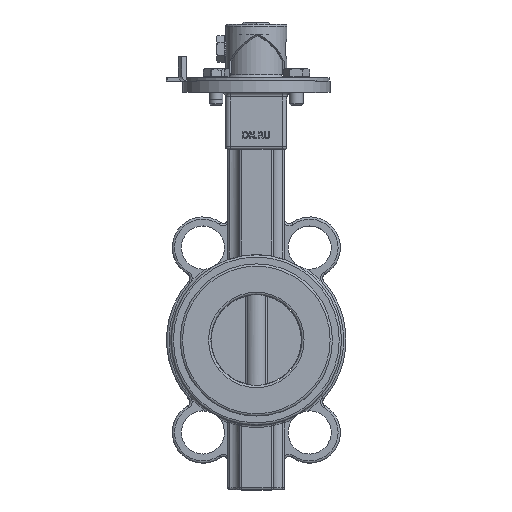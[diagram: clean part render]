
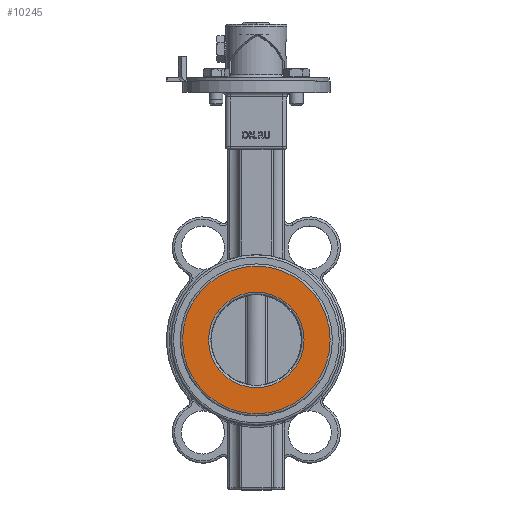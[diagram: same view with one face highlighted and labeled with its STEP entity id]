
A CAD part, top view. The second image highlights one B-rep face of the part: STEP entity #10245.
In plain terms, the highlighted planar face has unit normal (0, 0, 1).
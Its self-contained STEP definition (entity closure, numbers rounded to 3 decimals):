
#149=FACE_BOUND('',#3067,.T.);
#279=PLANE('',#11224);
#2489=FACE_OUTER_BOUND('',#3066,.T.);
#3066=EDGE_LOOP('',(#7282));
#3067=EDGE_LOOP('',(#7283));
#3761=CIRCLE('',#11222,21.);
#3763=CIRCLE('',#11225,32.5);
#4336=VERTEX_POINT('',#16950);
#4337=VERTEX_POINT('',#16954);
#5447=EDGE_CURVE('',#4336,#4336,#3761,.T.);
#5449=EDGE_CURVE('',#4337,#4337,#3763,.T.);
#7282=ORIENTED_EDGE('',*,*,#5449,.F.);
#7283=ORIENTED_EDGE('',*,*,#5447,.F.);
#10245=ADVANCED_FACE('',(#2489,#149),#279,.T.);
#11222=AXIS2_PLACEMENT_3D('',#16951,#12809,#12810);
#11224=AXIS2_PLACEMENT_3D('',#16953,#12813,#12814);
#11225=AXIS2_PLACEMENT_3D('',#16955,#12815,#12816);
#12809=DIRECTION('center_axis',(0.,0.,1.));
#12810=DIRECTION('ref_axis',(-1.,0.,0.));
#12813=DIRECTION('center_axis',(0.,0.,1.));
#12814=DIRECTION('ref_axis',(1.,0.,0.));
#12815=DIRECTION('center_axis',(0.,0.,-1.));
#12816=DIRECTION('ref_axis',(-1.,0.,0.));
#16950=CARTESIAN_POINT('',(21.,0.,18.5));
#16951=CARTESIAN_POINT('Origin',(0.,0.,18.5));
#16953=CARTESIAN_POINT('Origin',(0.,0.,18.5));
#16954=CARTESIAN_POINT('',(-32.5,0.,18.5));
#16955=CARTESIAN_POINT('Origin',(0.,0.,18.5));
